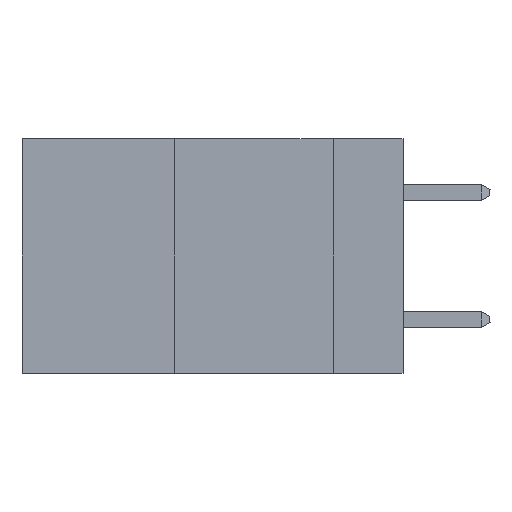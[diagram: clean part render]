
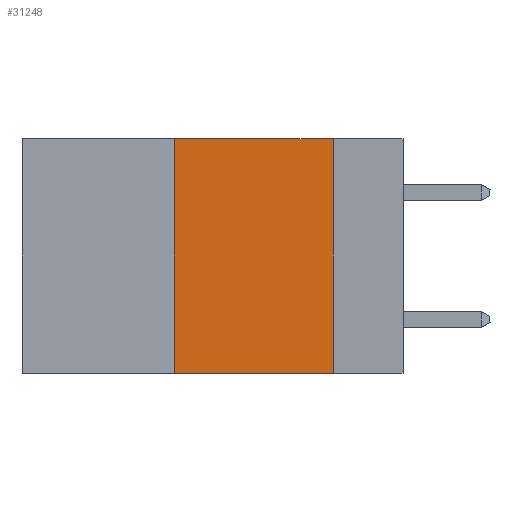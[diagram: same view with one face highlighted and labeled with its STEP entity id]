
A CAD part, left-side view. The second image highlights one B-rep face of the part: STEP entity #31248.
In plain terms, the highlighted planar face has unit normal (-1, 0, 0).
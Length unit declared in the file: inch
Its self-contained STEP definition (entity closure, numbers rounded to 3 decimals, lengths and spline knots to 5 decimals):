
#389 = EDGE_CURVE ( 'NONE', #29451, #19774, #22437, .T. ) ;
#2102 = VERTEX_POINT ( 'NONE', #19098 ) ;
#2444 = VECTOR ( 'NONE', #16037, 39.37008 ) ;
#3311 = EDGE_CURVE ( 'NONE', #29451, #2102, #20508, .T. ) ;
#3586 = CARTESIAN_POINT ( 'NONE',  ( 0., 0.6, -0.37 ) ) ;
#7242 = PLANE ( 'NONE',  #10962 ) ;
#7568 = EDGE_LOOP ( 'NONE', ( #32578, #15729, #8677, #19897 ) ) ;
#8517 = EDGE_CURVE ( 'NONE', #19774, #18169, #35375, .T. ) ;
#8677 = ORIENTED_EDGE ( 'NONE', *, *, #389, .F. ) ;
#10114 = EDGE_CURVE ( 'NONE', #18169, #2102, #35650, .T. ) ;
#10166 = DIRECTION ( 'NONE',  ( 0., 0., 1. ) ) ;
#10962 = AXIS2_PLACEMENT_3D ( 'NONE', #26836, #32061, #21080 ) ;
#12675 = CARTESIAN_POINT ( 'NONE',  ( 0., 0.11, 0. ) ) ;
#12717 = VECTOR ( 'NONE', #33849, 39.37008 ) ;
#13772 = CARTESIAN_POINT ( 'NONE',  ( 0., 0.36, -0.37 ) ) ;
#15729 = ORIENTED_EDGE ( 'NONE', *, *, #8517, .F. ) ;
#16037 = DIRECTION ( 'NONE',  ( 0., 0., -1. ) ) ;
#18169 = VERTEX_POINT ( 'NONE', #12675 ) ;
#19098 = CARTESIAN_POINT ( 'NONE',  ( 0., 0.11, -0.37 ) ) ;
#19774 = VERTEX_POINT ( 'NONE', #28045 ) ;
#19897 = ORIENTED_EDGE ( 'NONE', *, *, #3311, .T. ) ;
#20508 = LINE ( 'NONE', #3586, #12717 ) ;
#20703 = VECTOR ( 'NONE', #25062, 39.37008 ) ;
#21080 = DIRECTION ( 'NONE',  ( 0., 0., -1. ) ) ;
#22429 = CARTESIAN_POINT ( 'NONE',  ( 0., 0.6, 0. ) ) ;
#22437 = LINE ( 'NONE', #34906, #27610 ) ;
#25062 = DIRECTION ( 'NONE',  ( 0., -1., 0. ) ) ;
#25067 = CARTESIAN_POINT ( 'NONE',  ( 0., 0.11, 0. ) ) ;
#26605 = FACE_OUTER_BOUND ( 'NONE', #7568, .T. ) ;
#26836 = CARTESIAN_POINT ( 'NONE',  ( 0., 0.6, 0. ) ) ;
#27610 = VECTOR ( 'NONE', #10166, 39.37008 ) ;
#28045 = CARTESIAN_POINT ( 'NONE',  ( 0., 0.36, 0. ) ) ;
#29451 = VERTEX_POINT ( 'NONE', #13772 ) ;
#31248 = ADVANCED_FACE ( 'NONE', ( #26605 ), #7242, .F. ) ;
#32061 = DIRECTION ( 'NONE',  ( 1., 0., 0. ) ) ;
#32578 = ORIENTED_EDGE ( 'NONE', *, *, #10114, .F. ) ;
#33849 = DIRECTION ( 'NONE',  ( 0., -1., 0. ) ) ;
#34906 = CARTESIAN_POINT ( 'NONE',  ( 0., 0.36, 0. ) ) ;
#35375 = LINE ( 'NONE', #22429, #20703 ) ;
#35650 = LINE ( 'NONE', #25067, #2444 ) ;
